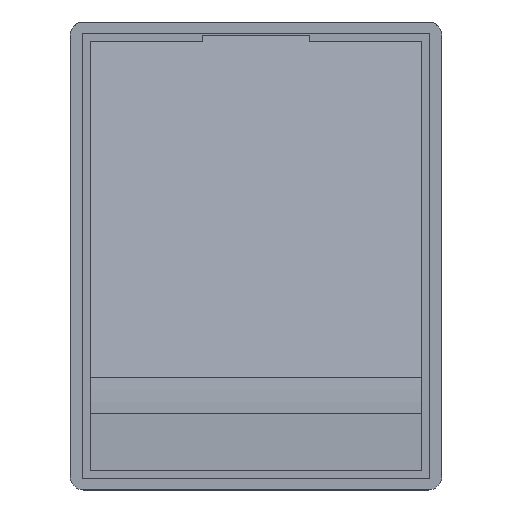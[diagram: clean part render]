
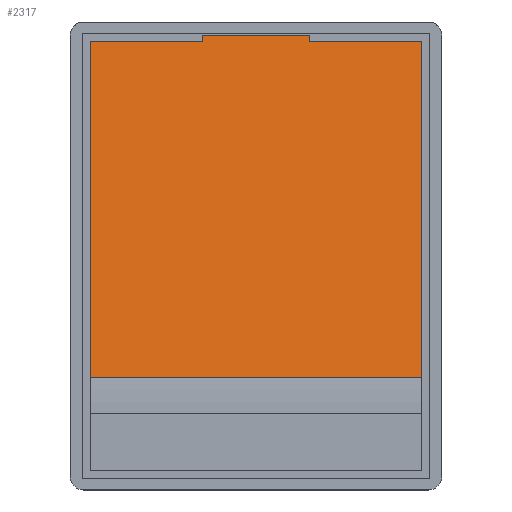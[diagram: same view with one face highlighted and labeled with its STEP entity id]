
A CAD part, top view. The second image highlights one B-rep face of the part: STEP entity #2317.
In plain terms, the highlighted planar face has unit normal (0, 0.139, 0.99).
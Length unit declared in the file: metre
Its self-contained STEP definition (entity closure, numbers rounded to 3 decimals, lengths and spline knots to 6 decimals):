
#280=ORIENTED_EDGE('',*,*,#933,.F.);
#281=ORIENTED_EDGE('',*,*,#934,.T.);
#282=ORIENTED_EDGE('',*,*,#935,.T.);
#283=ORIENTED_EDGE('',*,*,#892,.F.);
#892=EDGE_CURVE('',#1236,#1237,#1439,.T.);
#933=EDGE_CURVE('',#1264,#1236,#1480,.T.);
#934=EDGE_CURVE('',#1264,#1265,#1481,.T.);
#935=EDGE_CURVE('',#1265,#1237,#1482,.T.);
#1236=VERTEX_POINT('',#3480);
#1237=VERTEX_POINT('',#3482);
#1264=VERTEX_POINT('',#3564);
#1265=VERTEX_POINT('',#3566);
#1439=LINE('',#3481,#1719);
#1480=LINE('',#3563,#1760);
#1481=LINE('',#3565,#1761);
#1482=LINE('',#3567,#1762);
#1719=VECTOR('',#2752,1.);
#1760=VECTOR('',#2821,1.);
#1761=VECTOR('',#2822,1.);
#1762=VECTOR('',#2823,1.);
#1953=EDGE_LOOP('',(#280,#281,#282,#283));
#2093=FACE_BOUND('',#1953,.T.);
#2225=PLANE('',#2481);
#2317=ADVANCED_FACE('',(#2093),#2225,.F.);
#2481=AXIS2_PLACEMENT_3D('',#3562,#2819,#2820);
#2752=DIRECTION('',(1.,0.,0.));
#2819=DIRECTION('',(0.,-0.139,-0.99));
#2820=DIRECTION('',(0.,0.99,-0.139));
#2821=DIRECTION('',(0.,0.99,-0.139));
#2822=DIRECTION('',(1.,0.,0.));
#2823=DIRECTION('',(0.,0.99,-0.139));
#3480=CARTESIAN_POINT('',(-0.03335,0.042691,-0.009792));
#3481=CARTESIAN_POINT('',(-0.03335,0.042691,-0.009792));
#3482=CARTESIAN_POINT('',(0.03335,0.042691,-0.009792));
#3562=CARTESIAN_POINT('',(-0.03335,0.007855,-0.004896));
#3563=CARTESIAN_POINT('',(-0.03335,0.007855,-0.004896));
#3564=CARTESIAN_POINT('',(-0.03335,-0.023462,-0.000494));
#3565=CARTESIAN_POINT('',(0.03335,-0.023462,-0.000494));
#3566=CARTESIAN_POINT('',(0.03335,-0.023462,-0.000494));
#3567=CARTESIAN_POINT('',(0.03335,0.007855,-0.004896));
